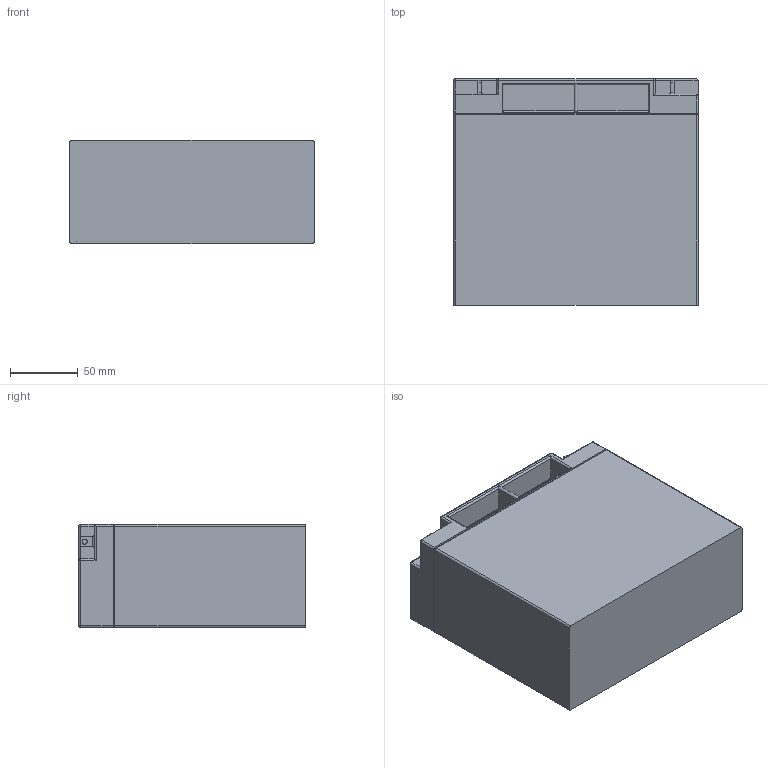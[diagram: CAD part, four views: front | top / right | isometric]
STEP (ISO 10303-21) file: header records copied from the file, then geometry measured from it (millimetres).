
FILE_DESCRIPTION(/* description */ ('STEP AP203'),/* implementation_level */ '2;1');
FILE_NAME(/* name */ 'BatteryModel.stp',/* time_stamp */ '2018-12-09T20:13:43-08:00',/* author */ ('maste'),/* organization */ (''),/* preprocessor_version */ 'ST-DEVELOPER v16.13',/* originating_system */ 'Autodesk Inventor 2018',/* authorisation */ '');
FILE_SCHEMA (('AUTOMOTIVE_DESIGN { 1 0 10303 214 3 1 1 }'));
Length unit declared in the file: inch
Products named in the file (1): BatteryModel
Bounding box: 180.34 x 167.13 x 76.2 mm (x, y, z)
Volume: 2201120 mm3; surface area: 124795.1 mm2
Topology: 1 solids, 1 shells, 109 faces, 259 edges, 152 vertices
Faces by surface type: plane 52, cylinder 51, sphere 6
Full cylindrical faces by diameter (mm): 3.81 x2
Entity records: 3082 total; most frequent: DIRECTION 547, CARTESIAN_POINT 513, ORIENTED_EDGE 502, EDGE_CURVE 251, AXIS2_PLACEMENT_3D 186, LINE 175, VECTOR 175, VERTEX_POINT 152
